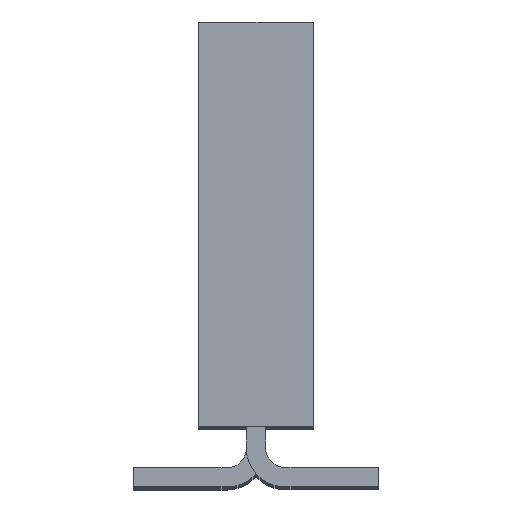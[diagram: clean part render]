
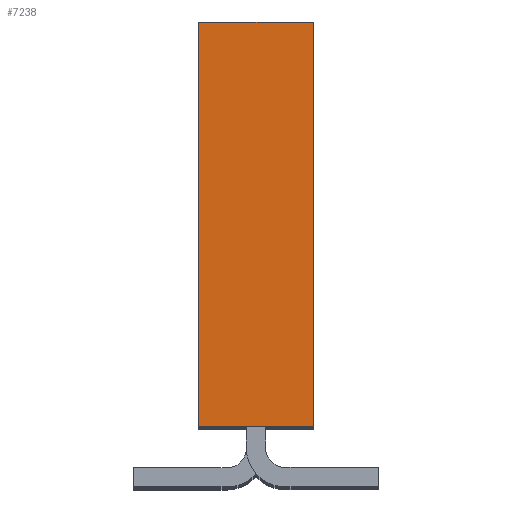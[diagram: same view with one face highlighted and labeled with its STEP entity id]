
A CAD part, top view. The second image highlights one B-rep face of the part: STEP entity #7238.
In plain terms, the highlighted planar face has unit normal (0, 0, 1).
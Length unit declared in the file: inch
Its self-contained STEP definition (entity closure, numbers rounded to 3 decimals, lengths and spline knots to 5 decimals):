
#512 = DIRECTION ( 'NONE',  ( 0., 0., -1. ) ) ;
#897 = DIRECTION ( 'NONE',  ( -1., 0., 0. ) ) ;
#1224 = LINE ( 'NONE', #3850, #6957 ) ;
#1776 = CARTESIAN_POINT ( 'NONE',  ( -0.0475, 0.335, 0.81 ) ) ;
#2182 = DIRECTION ( 'NONE',  ( 1., 0., 0. ) ) ;
#2394 = EDGE_CURVE ( 'NONE', #2412, #8591, #9532, .T. ) ;
#2412 = VERTEX_POINT ( 'NONE', #1776 ) ;
#2935 = CARTESIAN_POINT ( 'NONE',  ( -0.0475, 0.335, 0.81 ) ) ;
#3328 = CARTESIAN_POINT ( 'NONE',  ( -0.0475, 0.335, 0.81 ) ) ;
#3850 = CARTESIAN_POINT ( 'NONE',  ( 0.0475, 0.335, 0.81 ) ) ;
#4236 = DIRECTION ( 'NONE',  ( 0., -1., 0. ) ) ;
#4246 = CARTESIAN_POINT ( 'NONE',  ( -0.0475, 0.335, 0.81 ) ) ;
#4249 = ORIENTED_EDGE ( 'NONE', *, *, #10680, .T. ) ;
#4344 = VECTOR ( 'NONE', #11979, 39.37008 ) ;
#5525 = VERTEX_POINT ( 'NONE', #7462 ) ;
#5781 = AXIS2_PLACEMENT_3D ( 'NONE', #3328, #512, #897 ) ;
#6567 = ORIENTED_EDGE ( 'NONE', *, *, #2394, .F. ) ;
#6957 = VECTOR ( 'NONE', #13880, 39.37008 ) ;
#7190 = LINE ( 'NONE', #12001, #4344 ) ;
#7238 = ADVANCED_FACE ( 'NONE', ( #8350 ), #12152, .F. ) ;
#7462 = CARTESIAN_POINT ( 'NONE',  ( 0.0475, 0., 0.81 ) ) ;
#8146 = EDGE_CURVE ( 'NONE', #8591, #5525, #1224, .T. ) ;
#8175 = CARTESIAN_POINT ( 'NONE',  ( 0.0475, 0.335, 0.81 ) ) ;
#8350 = FACE_OUTER_BOUND ( 'NONE', #13030, .T. ) ;
#8591 = VERTEX_POINT ( 'NONE', #8175 ) ;
#8606 = VERTEX_POINT ( 'NONE', #12348 ) ;
#9501 = VECTOR ( 'NONE', #2182, 39.37008 ) ;
#9532 = LINE ( 'NONE', #2935, #9501 ) ;
#9818 = EDGE_CURVE ( 'NONE', #8606, #5525, #7190, .T. ) ;
#9962 = VECTOR ( 'NONE', #4236, 39.37008 ) ;
#10680 = EDGE_CURVE ( 'NONE', #2412, #8606, #12573, .T. ) ;
#11748 = ORIENTED_EDGE ( 'NONE', *, *, #9818, .T. ) ;
#11979 = DIRECTION ( 'NONE',  ( 1., 0., 0. ) ) ;
#12001 = CARTESIAN_POINT ( 'NONE',  ( -0.0475, 0., 0.81 ) ) ;
#12152 = PLANE ( 'NONE',  #5781 ) ;
#12348 = CARTESIAN_POINT ( 'NONE',  ( -0.0475, 0., 0.81 ) ) ;
#12573 = LINE ( 'NONE', #4246, #9962 ) ;
#13030 = EDGE_LOOP ( 'NONE', ( #11748, #13885, #6567, #4249 ) ) ;
#13880 = DIRECTION ( 'NONE',  ( 0., -1., 0. ) ) ;
#13885 = ORIENTED_EDGE ( 'NONE', *, *, #8146, .F. ) ;
